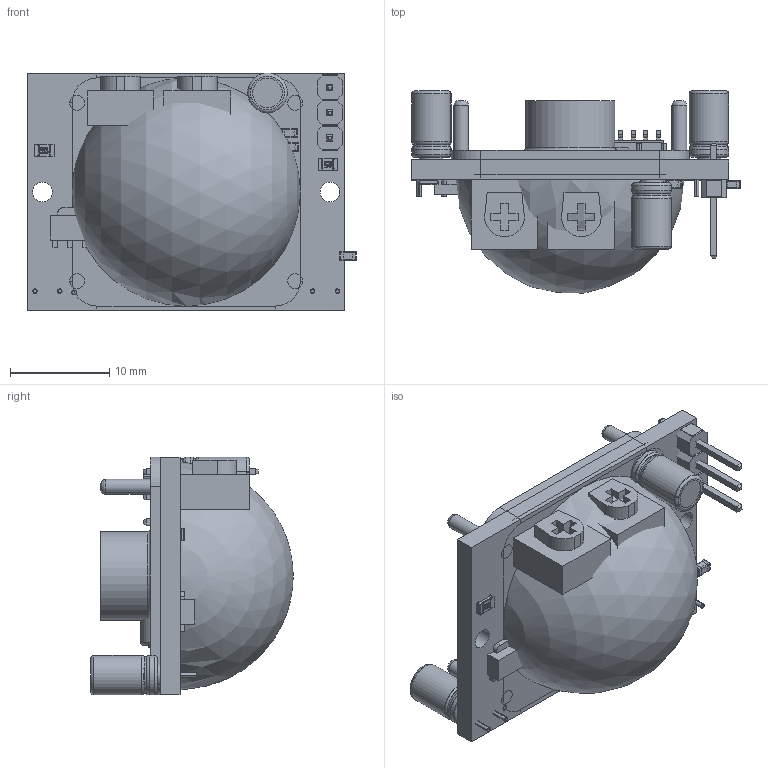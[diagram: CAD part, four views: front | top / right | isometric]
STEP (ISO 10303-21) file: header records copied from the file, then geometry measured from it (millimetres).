
FILE_DESCRIPTION(/* description */ (''),/* implementation_level */ '2;1');
FILE_NAME(/* name */ 'PIR Motion Sensor.step',/* time_stamp */ '2025-11-06T12:09:35-08:00',/* author */ (''),/* organization */ (''),/* preprocessor_version */ 'ST-DEVELOPER v20.1',/* originating_system */ 'Autodesk Translation Framework v14.17.0.0',/* authorisation */ '');
FILE_SCHEMA (('AUTOMOTIVE_DESIGN { 1 0 10303 214 3 1 1 }'));
Length unit declared in the file: inch
Products named in the file (33): Cauldron (Chained); 2025-10-09-12-31-58-912; 2025-10-09-12-31-58-915; 2025-10-09-12-31-58-915_1; 2025-10-09-12-31-58-916; 2025-10-09-12-31-58-917; 2025-10-09-12-31-58-917_1; 2025-10-09-12-31-58-918; 2025-10-09-12-31-58-919; 2025-10-09-12-31-58-926; 2025-10-09-12-31-58-932; 2025-10-09-12-31-58-939; 2025-10-09-12-31-58-940; 2025-10-09-12-31-58-943; 2025-10-09-12-31-58-946; 2025-10-09-12-31-58-948; 2025-10-09-12-31-58-950; 2025-10-09-12-31-58-952; 2025-10-09-12-31-58-954; 2025-10-09-12-31-58-956; 2025-10-09-12-31-58-956_1; 2025-10-09-12-31-58-919_1; 2025-10-09-12-31-58-919_2; 2025-10-09-12-31-58-919_3; 2025-10-09-12-31-58-919_4; 2025-10-09-12-31-58-920; 2025-10-09-12-31-58-920_1; 2025-10-09-12-31-58-920_2; 2025-10-09-12-31-58-924; 2025-10-09-12-31-58-934; 2025-10-09-12-31-58-936; 2025-10-09-12-31-58-954_1; 2025-10-09-12-31-58-955
Assembly tree (54 placements, depth 4):
  Cauldron (Chained)
    2025-10-09-12-31-58-912
      2025-10-09-12-31-58-915
        2025-10-09-12-31-58-915_1
        2025-10-09-12-31-58-916
        2025-10-09-12-31-58-917
        2025-10-09-12-31-58-917_1
        2025-10-09-12-31-58-918
      2025-10-09-12-31-58-919
        2025-10-09-12-31-58-919_3
        2025-10-09-12-31-58-919_4
        2025-10-09-12-31-58-920
        2025-10-09-12-31-58-920_1
        2025-10-09-12-31-58-920_2
      2025-10-09-12-31-58-924  x2
      2025-10-09-12-31-58-926
      2025-10-09-12-31-58-932
      2025-10-09-12-31-58-934  x3
      2025-10-09-12-31-58-936  x4
      2025-10-09-12-31-58-939
      2025-10-09-12-31-58-940
      2025-10-09-12-31-58-943
      2025-10-09-12-31-58-946
      2025-10-09-12-31-58-948
      2025-10-09-12-31-58-950
      2025-10-09-12-31-58-952
      2025-10-09-12-31-58-954_1  x3
      2025-10-09-12-31-58-954
      2025-10-09-12-31-58-955  x5
      2025-10-09-12-31-58-956
      2025-10-09-12-31-58-956_1
      2025-10-09-12-31-58-919_1
        2025-10-09-12-31-58-919_3
        2025-10-09-12-31-58-919_4
        2025-10-09-12-31-58-920
        2025-10-09-12-31-58-920_1
        2025-10-09-12-31-58-920_2
      2025-10-09-12-31-58-919_2
        2025-10-09-12-31-58-919_3
        2025-10-09-12-31-58-919_4
        2025-10-09-12-31-58-920
        2025-10-09-12-31-58-920_1
        2025-10-09-12-31-58-920_2
Bounding box: 33.17 x 20.42 x 24 mm (x, y, z)
Volume: 4057.3 mm3; surface area: 8065.6 mm2
Topology: 206 solids, 210 shells, 4486 faces, 11138 edges, 7025 vertices
Faces by surface type: plane 2736, cylinder 725, bspline 611, torus 287, sphere 118, cone 9
Full cylindrical faces by diameter (mm): 0.5 x5, 1 x8, 1.5 x8, 1.8 x2, 2 x2, 2.4 x8, 3.6 x12, 3.8 x8, 9 x1, 9.5 x1
Entity records: 97257 total; most frequent: CARTESIAN_POINT 23875, ORIENTED_EDGE 15160, DIRECTION 13800, EDGE_CURVE 7584, LINE 5376, VECTOR 5376, VERTEX_POINT 4809, AXIS2_PLACEMENT_3D 4212
